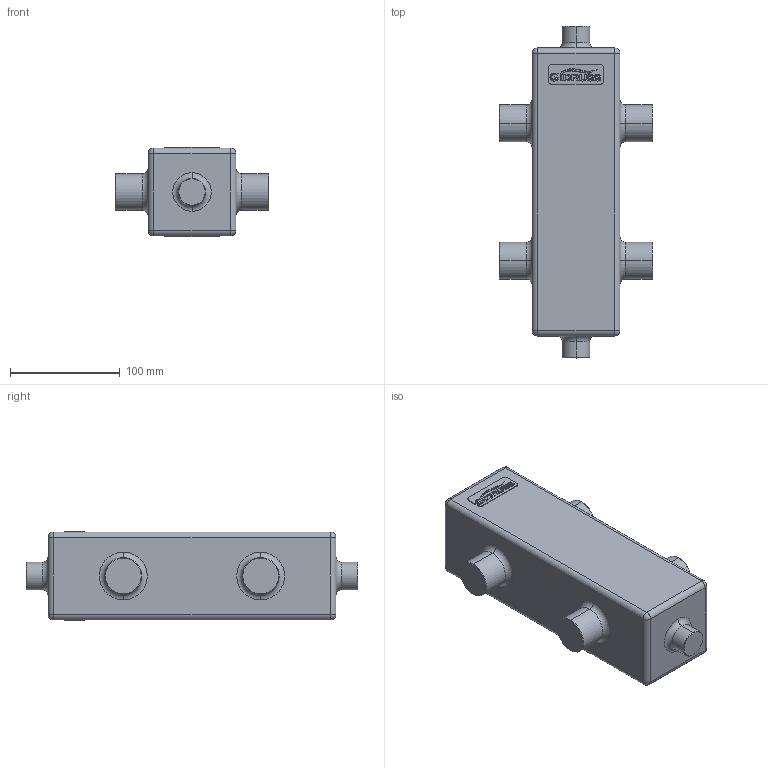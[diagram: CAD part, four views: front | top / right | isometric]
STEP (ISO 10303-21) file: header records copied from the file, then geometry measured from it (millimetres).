
FILE_DESCRIPTION (( 'STEP AP203' ), '1' );
FILE_NAME ('GR-60-25.03.STEP', '2017-01-04T09:38:54', ( '' ), ( '' ), 'SwSTEP 2.0', 'SolidWorks 2015', '' );
FILE_SCHEMA (( 'CONFIG_CONTROL_DESIGN' ));
Length unit declared in the file: millimetre
Products named in the file (2): Êîïèÿ GR^GR-60-25.03_GR-60-25; GR-60-25.03
Assembly tree (1 placements, depth 2):
  GR-60-25.03
    Êîïèÿ GR^GR-60-25.03_GR-60-25
Bounding box: 140 x 302 x 81 mm (x, y, z)
Volume: 1797397.3 mm3; surface area: 107693.3 mm2
Topology: 1 solids, 1 shells, 596 faces, 1652 edges, 1080 vertices
Faces by surface type: bspline 344, plane 188, cylinder 32, cone 12, torus 12, sphere 8
Entity records: 20868 total; most frequent: CARTESIAN_POINT 7808, ORIENTED_EDGE 3288, EDGE_CURVE 1644, DIRECTION 1564, VERTEX_POINT 1080, VECTOR 852, LINE 852, B_SPLINE_CURVE_WITH_KNOTS 692
